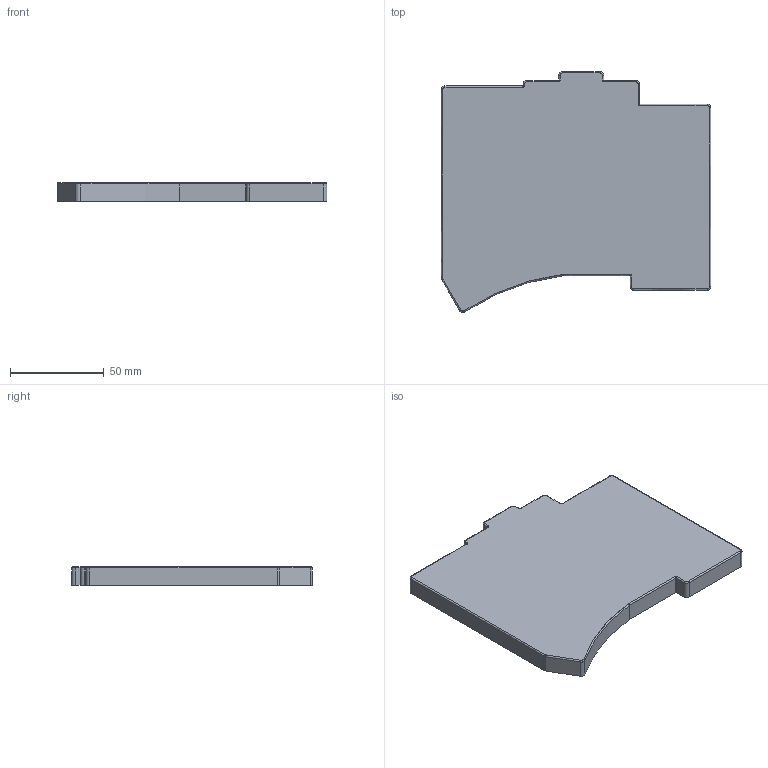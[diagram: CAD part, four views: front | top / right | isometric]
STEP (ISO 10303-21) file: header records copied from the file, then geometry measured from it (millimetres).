
FILE_DESCRIPTION(/* description */ (''),/* implementation_level */ '2;1');
FILE_NAME(/* name */ 'Left-Bottom.step',/* time_stamp */ '2024-09-08T06:54:25-06:00',/* author */ (''),/* organization */ (''),/* preprocessor_version */ 'ST-DEVELOPER v20',/* originating_system */ 'Autodesk Translation Framework v13.14.0.145',/* authorisation */ '');
FILE_SCHEMA (('AUTOMOTIVE_DESIGN { 1 0 10303 214 3 1 1 }'));
Length unit declared in the file: millimetre
Products named in the file (1): Bottom(Mirror) (1)
Bounding box: 143.66 x 128.32 x 10 mm (x, y, z)
Volume: 65801.6 mm3; surface area: 39241.7 mm2
Topology: 1 solids, 1 shells, 145 faces, 367 edges, 229 vertices
Faces by surface type: cylinder 64, bspline 55, plane 26
Full cylindrical faces by diameter (mm): 1.544 x8, 1.854 x4
Entity records: 9062 total; most frequent: CARTESIAN_POINT 6182, ORIENTED_EDGE 734, EDGE_CURVE 367, DIRECTION 336, B_SPLINE_CURVE_WITH_KNOTS 245, VERTEX_POINT 229, EDGE_LOOP 150, FACE_OUTER_BOUND 145
